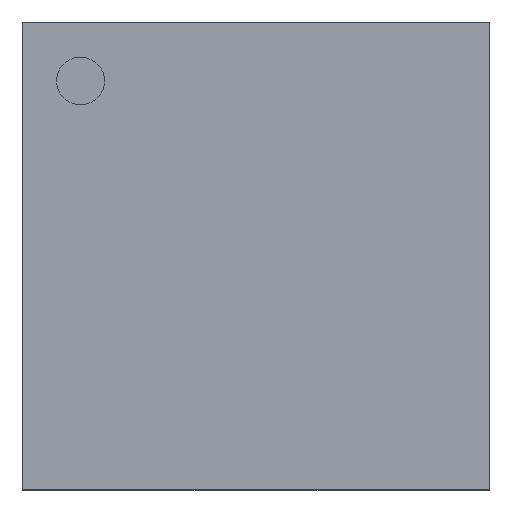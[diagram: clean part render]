
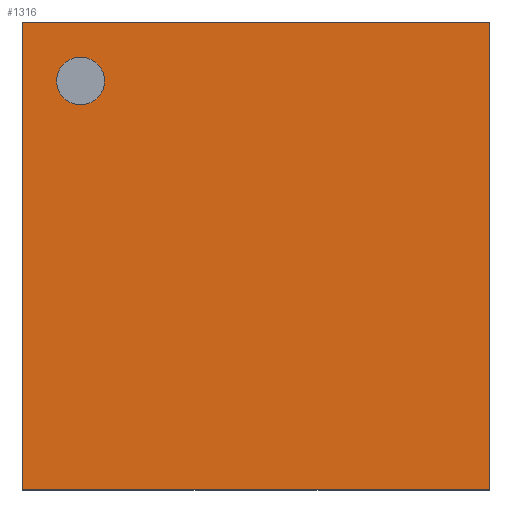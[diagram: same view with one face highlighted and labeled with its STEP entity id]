
A CAD part, top view. The second image highlights one B-rep face of the part: STEP entity #1316.
In plain terms, the highlighted planar face has unit normal (0, 0, 1).
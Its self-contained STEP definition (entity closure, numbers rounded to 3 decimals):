
#32 = VERTEX_POINT('',#33);
#33 = CARTESIAN_POINT('',(-2.,-2.,0.85));
#39 = EDGE_CURVE('',#32,#40,#42,.T.);
#40 = VERTEX_POINT('',#41);
#41 = CARTESIAN_POINT('',(-2.,2.,0.85));
#42 = LINE('',#43,#44);
#43 = CARTESIAN_POINT('',(-2.,-2.,0.85));
#44 = VECTOR('',#45,1.);
#45 = DIRECTION('',(0.,1.,0.));
#1160 = EDGE_CURVE('',#40,#1161,#1163,.T.);
#1161 = VERTEX_POINT('',#1162);
#1162 = CARTESIAN_POINT('',(2.,2.,0.85));
#1163 = LINE('',#1164,#1165);
#1164 = CARTESIAN_POINT('',(-2.,2.,0.85));
#1165 = VECTOR('',#1166,1.);
#1166 = DIRECTION('',(1.,0.,0.));
#1316 = ADVANCED_FACE('',(#1317,#1335),#1346,.T.);
#1317 = FACE_BOUND('',#1318,.T.);
#1318 = EDGE_LOOP('',(#1319,#1320,#1328,#1334));
#1319 = ORIENTED_EDGE('',*,*,#39,.F.);
#1320 = ORIENTED_EDGE('',*,*,#1321,.F.);
#1321 = EDGE_CURVE('',#1322,#32,#1324,.T.);
#1322 = VERTEX_POINT('',#1323);
#1323 = CARTESIAN_POINT('',(2.,-2.,0.85));
#1324 = LINE('',#1325,#1326);
#1325 = CARTESIAN_POINT('',(2.,-2.,0.85));
#1326 = VECTOR('',#1327,1.);
#1327 = DIRECTION('',(-1.,0.,0.));
#1328 = ORIENTED_EDGE('',*,*,#1329,.F.);
#1329 = EDGE_CURVE('',#1161,#1322,#1330,.T.);
#1330 = LINE('',#1331,#1332);
#1331 = CARTESIAN_POINT('',(2.,2.,0.85));
#1332 = VECTOR('',#1333,1.);
#1333 = DIRECTION('',(0.,-1.,0.));
#1334 = ORIENTED_EDGE('',*,*,#1160,.F.);
#1335 = FACE_BOUND('',#1336,.T.);
#1336 = EDGE_LOOP('',(#1337));
#1337 = ORIENTED_EDGE('',*,*,#1338,.F.);
#1338 = EDGE_CURVE('',#1339,#1339,#1341,.T.);
#1339 = VERTEX_POINT('',#1340);
#1340 = CARTESIAN_POINT('',(-1.296,1.496,0.85));
#1341 = CIRCLE('',#1342,0.204);
#1342 = AXIS2_PLACEMENT_3D('',#1343,#1344,#1345);
#1343 = CARTESIAN_POINT('',(-1.5,1.496,0.85));
#1344 = DIRECTION('',(0.,0.,1.));
#1345 = DIRECTION('',(1.,0.,0.));
#1346 = PLANE('',#1347);
#1347 = AXIS2_PLACEMENT_3D('',#1348,#1349,#1350);
#1348 = CARTESIAN_POINT('',(0.,0.,0.85)
  );
#1349 = DIRECTION('',(0.,0.,1.));
#1350 = DIRECTION('',(1.,0.,0.));
